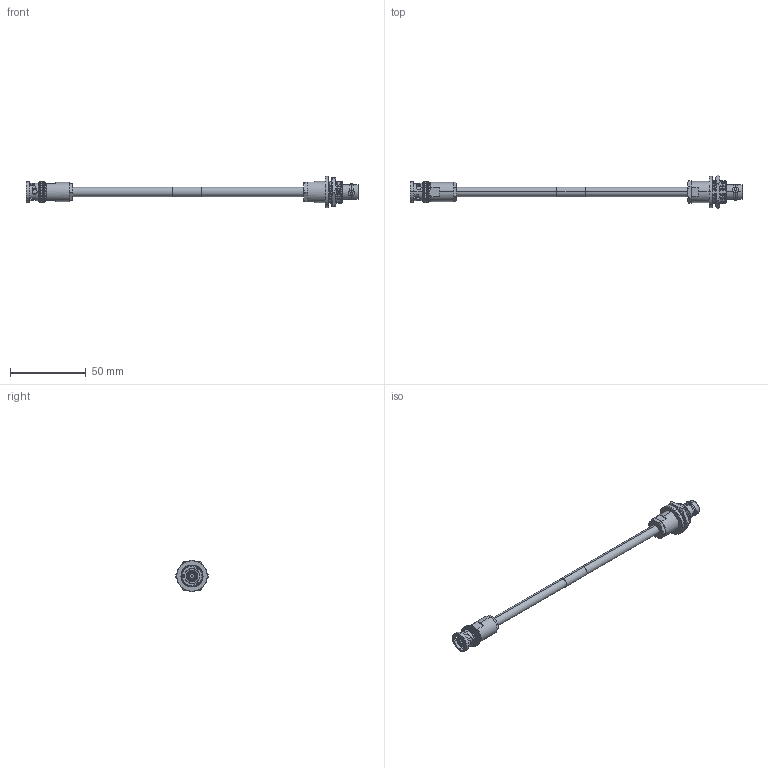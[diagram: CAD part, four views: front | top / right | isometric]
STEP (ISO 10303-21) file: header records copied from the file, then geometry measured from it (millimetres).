
FILE_DESCRIPTION (( 'STEP AP214' ), '1' );
FILE_NAME ('FM3MSA00654_3D.step', '2023-08-31T17:19:37', ( '' ), ( '' ), 'SwSTEP 2.0', 'SolidWorks 2022', '' );
FILE_SCHEMA (( 'AUTOMOTIVE_DESIGN' ));
Length unit declared in the file: inch
Products named in the file (14): TWC-124-2_6"; 10-06573-MA6; 10-06573-MA3; 10-06030-XXX-MA1; 1AW01-003_.25" x .75" long; 10-06573-MA2; 10-06573-MA1; FM3MSA00654_3D; 10-06030-XXX-MA2; 10-06573-MA5; 10-06030-XXX; 10-06030-XXX-MA3; 10-06573-MA4; 10-06573-XXX_.06
Assembly tree (13 placements, depth 3):
  FM3MSA00654_3D
    TWC-124-2_6"
    10-06030-XXX
      10-06030-XXX-MA1
      10-06030-XXX-MA2
      10-06030-XXX-MA3
    10-06573-XXX_.06
      10-06573-MA1
      10-06573-MA5
      10-06573-MA2
      10-06573-MA3
      10-06573-MA4
      10-06573-MA6
    1AW01-003_.25" x .75" long
Bounding box: 218.91 x 22 x 20.52 mm (x, y, z)
Volume: 12169.5 mm3; surface area: 12645.3 mm2
Topology: 11 solids, 11 shells, 1021 faces, 2830 edges, 1851 vertices
Faces by surface type: cylinder 498, torus 208, plane 181, cone 86, bspline 48
Entity records: 48561 total; most frequent: CARTESIAN_POINT 21872, ORIENTED_EDGE 5652, DIRECTION 5213, EDGE_CURVE 2826, AXIS2_PLACEMENT_3D 2187, VERTEX_POINT 1851, CIRCLE 1196, EDGE_LOOP 1069
